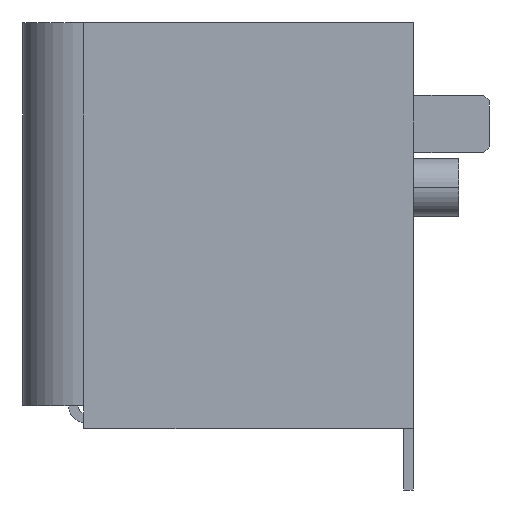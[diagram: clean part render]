
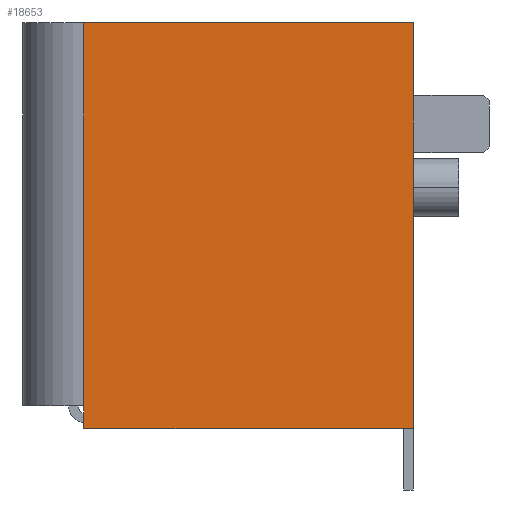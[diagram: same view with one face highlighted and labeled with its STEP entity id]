
A CAD part, left-side view. The second image highlights one B-rep face of the part: STEP entity #18653.
In plain terms, the highlighted planar face has unit normal (-1, 0, 0).
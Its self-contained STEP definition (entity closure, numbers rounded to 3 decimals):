
#61=DIRECTION('',(0.,-1.,0.));
#62=VECTOR('',#61,8.6);
#63=CARTESIAN_POINT('',(-32.294,7.68,6.1));
#64=LINE('',#63,#62);
#2224=DIRECTION('',(0.,-1.,0.));
#2225=VECTOR('',#2224,8.6);
#2226=CARTESIAN_POINT('',(-32.294,7.68,
-4.5));
#2227=LINE('',#2226,#2225);
#2572=DIRECTION('',(0.,0.,1.));
#2573=VECTOR('',#2572,0.6);
#2574=CARTESIAN_POINT('',(-32.294,7.68,
-4.5));
#2575=LINE('',#2574,#2573);
#2576=DIRECTION('',(0.,0.,-1.));
#2577=VECTOR('',#2576,10.);
#2578=CARTESIAN_POINT('',(-32.294,7.68,6.1));
#2579=LINE('',#2578,#2577);
#2580=DIRECTION('',(0.,0.,-1.));
#2581=VECTOR('',#2580,10.6);
#2582=CARTESIAN_POINT('',(-32.294,-0.92,
6.1));
#2583=LINE('',#2582,#2581);
#12433=CARTESIAN_POINT('',(-32.294,7.68,
6.1));
#12434=VERTEX_POINT('',#12433);
#12435=CARTESIAN_POINT('',(-32.294,-0.92,
6.1));
#12436=VERTEX_POINT('',#12435);
#12469=CARTESIAN_POINT('',(-32.294,-0.92,
-4.5));
#12471=VERTEX_POINT('',#12469);
#16349=CARTESIAN_POINT('',(-32.294,7.68,
-4.5));
#16351=VERTEX_POINT('',#16349);
#16361=CARTESIAN_POINT('',(-32.294,7.68,
-3.9));
#16362=VERTEX_POINT('',#16361);
#18640=CARTESIAN_POINT('',(-32.294,7.68,
6.1));
#18641=DIRECTION('',(-1.,0.,0.));
#18642=DIRECTION('',(0.,-1.,0.));
#18643=AXIS2_PLACEMENT_3D('',#18640,#18641,#18642);
#18644=PLANE('',#18643);
#18645=ORIENTED_EDGE('',*,*,#17936,.T.);
#18646=ORIENTED_EDGE('',*,*,#17879,.F.);
#18647=ORIENTED_EDGE('',*,*,#16384,.T.);
#18649=ORIENTED_EDGE('',*,*,#18648,.T.);
#18650=ORIENTED_EDGE('',*,*,#17961,.F.);
#18651=EDGE_LOOP('',(#18645,#18646,#18647,#18649,#18650));
#18652=FACE_OUTER_BOUND('',#18651,.F.);
#18653=ADVANCED_FACE('',(#18652),#18644,.T.);
#16384=EDGE_CURVE('',#12434,#12436,#64,.T.);
#17879=EDGE_CURVE('',#12434,#16362,#2579,.T.);
#17936=EDGE_CURVE('',#16351,#16362,#2575,.T.);
#17961=EDGE_CURVE('',#16351,#12471,#2227,.T.);
#18648=EDGE_CURVE('',#12436,#12471,#2583,.T.);
